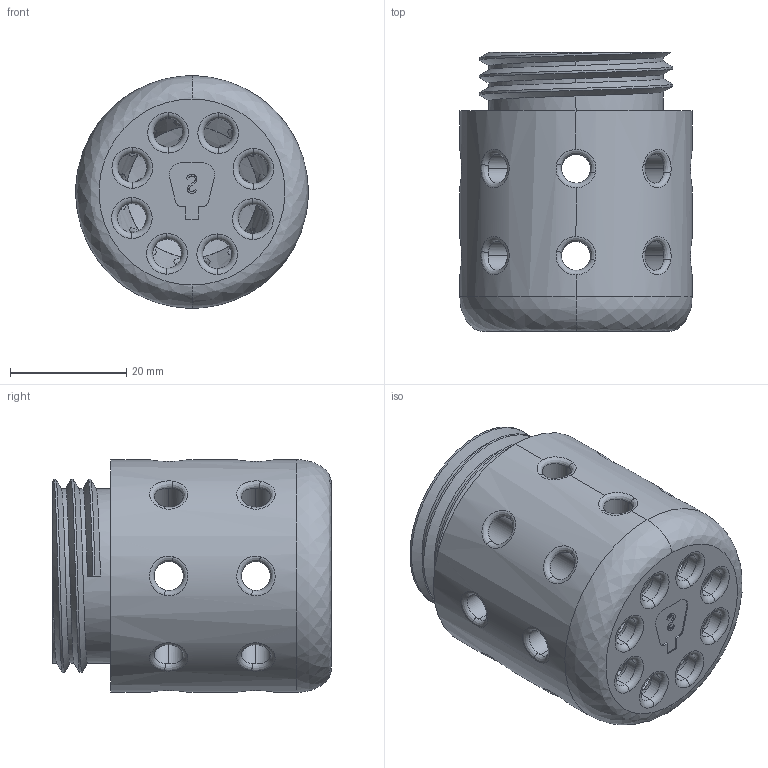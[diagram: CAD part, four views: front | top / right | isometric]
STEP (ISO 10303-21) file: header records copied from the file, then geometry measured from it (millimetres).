
FILE_DESCRIPTION (( 'STEP AP214' ), '1' );
FILE_NAME ('DS40BottomLong.STEP', '2025-02-03T17:22:04', ( '' ), ( '' ), 'SwSTEP 2.0', 'SolidWorks 2022', '' );
FILE_SCHEMA (( 'AUTOMOTIVE_DESIGN' ));
Length unit declared in the file: millimetre
Products named in the file (1): DS40BottomLong
Bounding box: 40 x 48 x 40 mm (x, y, z)
Volume: 34352.1 mm3; surface area: 14118.2 mm2
Topology: 1 solids, 1 shells, 262 faces, 778 edges, 497 vertices
Faces by surface type: bspline 108, cylinder 80, torus 50, plane 20, cone 4
Entity records: 22771 total; most frequent: CARTESIAN_POINT 16508, ORIENTED_EDGE 1556, DIRECTION 1013, EDGE_CURVE 778, VERTEX_POINT 497, AXIS2_PLACEMENT_3D 432, B_SPLINE_CURVE_WITH_KNOTS 333, EDGE_LOOP 305
